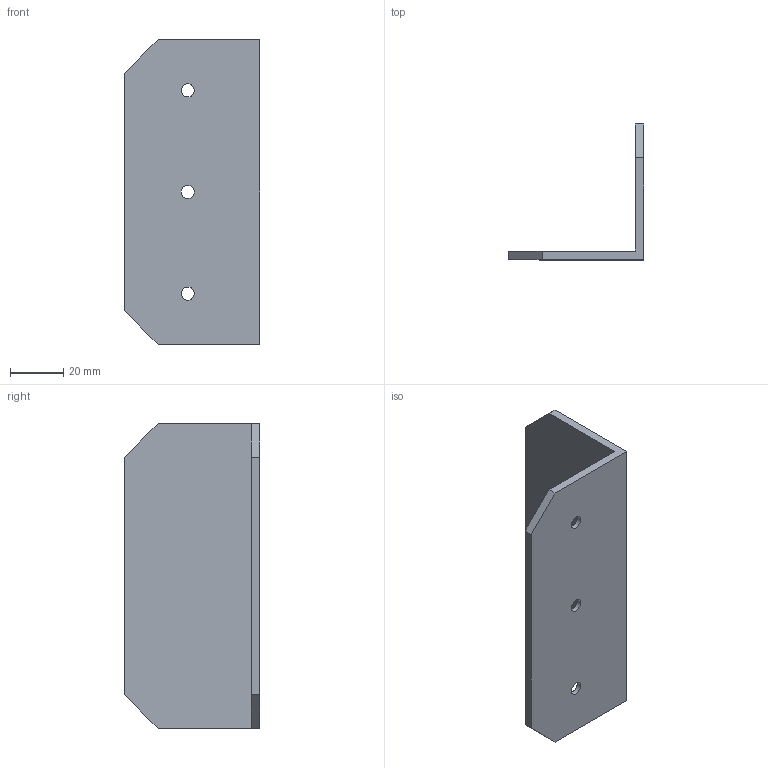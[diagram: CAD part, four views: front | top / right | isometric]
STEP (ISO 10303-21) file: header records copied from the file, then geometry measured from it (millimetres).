
FILE_DESCRIPTION(/* description */ (' Seat Mount Angle B, .125 X 2.0 X 2.0, 6063-T52'),/* implementation_level */ '2;1');
FILE_NAME(/* name */ 'OH3A1-111 - Seat Mount Angle B, .125 X 2.0 X 2.0, 6063-T52.step',/* time_stamp */ '2023-05-21T11:04:37-05:00',/* author */ (''),/* organization */ (''),/* preprocessor_version */ 'ST-DEVELOPER v19.2',/* originating_system */ 'Autodesk Translation Framework v12.4.0.73',/* authorisation */ '');
FILE_SCHEMA (('AUTOMOTIVE_DESIGN { 1 0 10303 214 3 1 1 }'));
Length unit declared in the file: inch
Products named in the file (1): OH3A1-111 
Bounding box: 50.8 x 50.8 x 114.3 mm (x, y, z)
Volume: 34439.3 mm3; surface area: 23109.8 mm2
Topology: 1 solids, 1 shells, 18 faces, 45 edges, 29 vertices
Faces by surface type: plane 12, cylinder 3, cone 3
Full cylindrical faces by diameter (mm): 4.915 x3
Entity records: 581 total; most frequent: CARTESIAN_POINT 93, DIRECTION 92, ORIENTED_EDGE 90, EDGE_CURVE 45, LINE 36, VECTOR 36, VERTEX_POINT 29, AXIS2_PLACEMENT_3D 28
